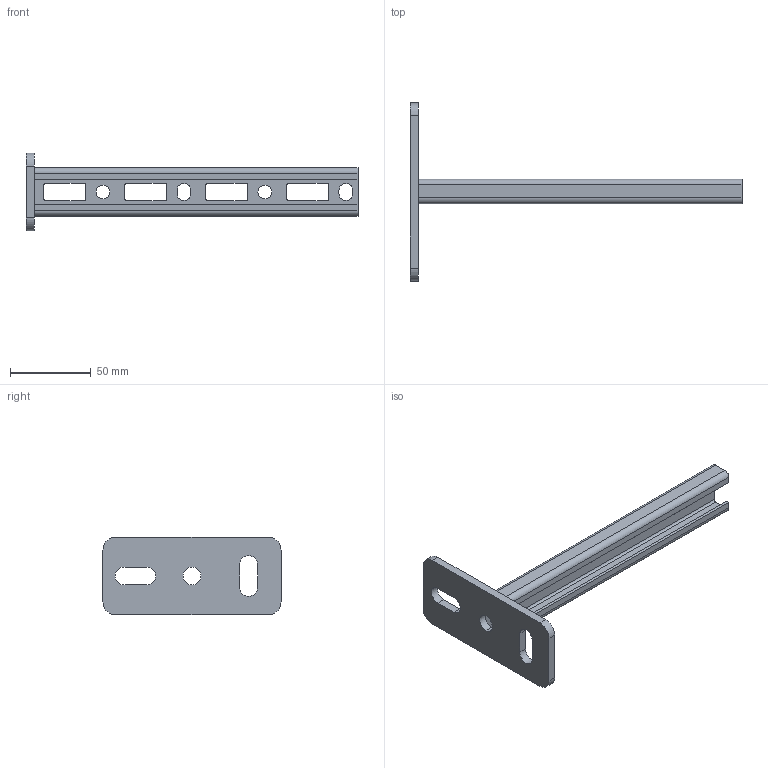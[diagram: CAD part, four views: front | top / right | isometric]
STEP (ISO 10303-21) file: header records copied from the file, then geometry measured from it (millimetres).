
FILE_DESCRIPTION (( 'STEP AP203' ), '1' );
FILE_NAME ('3D_R6430 x200_173482100.STEP', '2024-08-26T08:13:01', ( '' ), ( '' ), 'SwSTEP 2.0', 'SolidWorks 2024', '' );
FILE_SCHEMA (( 'CONFIG_CONTROL_DESIGN' ));
Length unit declared in the file: millimetre
Products named in the file (1): 3D_R6430 x200_173482100
Bounding box: 205 x 110 x 48 mm (x, y, z)
Volume: 45543.9 mm3; surface area: 35557.6 mm2
Topology: 1 solids, 1 shells, 88 faces, 255 edges, 170 vertices
Faces by surface type: cylinder 45, plane 43
Entity records: 3050 total; most frequent: DIRECTION 523, CARTESIAN_POINT 514, ORIENTED_EDGE 510, EDGE_CURVE 255, AXIS2_PLACEMENT_3D 179, VERTEX_POINT 170, VECTOR 165, LINE 165
